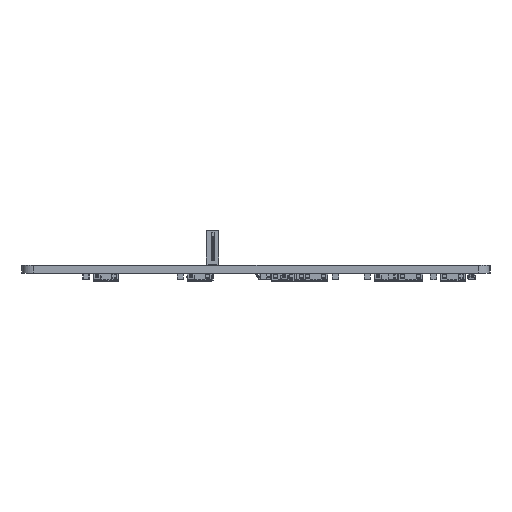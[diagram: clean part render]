
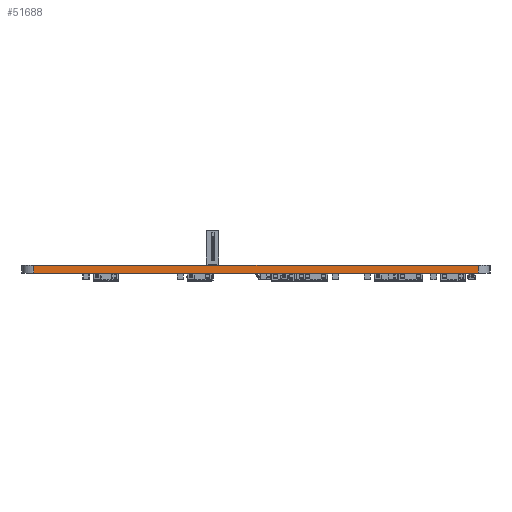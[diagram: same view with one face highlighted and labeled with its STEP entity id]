
A CAD part, left-side view. The second image highlights one B-rep face of the part: STEP entity #51688.
In plain terms, the highlighted planar face has unit normal (-1, 0, 0).
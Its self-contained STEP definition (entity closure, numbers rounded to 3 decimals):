
#21877 = CYLINDRICAL_SURFACE('',#21878,2.381);
#21878 = AXIS2_PLACEMENT_3D('',#21879,#21880,#21881);
#21879 = CARTESIAN_POINT('',(48.419,-116.681,0.));
#21880 = DIRECTION('',(0.,0.,-1.));
#21881 = DIRECTION('',(1.,0.,0.));
#21905 = PLANE('',#21906);
#21906 = AXIS2_PLACEMENT_3D('',#21907,#21908,#21909);
#21907 = CARTESIAN_POINT('',(200.025,-71.438,1.6));
#21908 = DIRECTION('',(0.,0.,1.));
#21909 = DIRECTION('',(1.,0.,0.));
#21959 = PLANE('',#21960);
#21960 = AXIS2_PLACEMENT_3D('',#21961,#21962,#21963);
#21961 = CARTESIAN_POINT('',(200.025,-71.438,0.));
#21962 = DIRECTION('',(0.,0.,1.));
#21963 = DIRECTION('',(1.,0.,0.));
#21974 = EDGE_CURVE('',#21975,#21977,#21979,.T.);
#21975 = VERTEX_POINT('',#21976);
#21976 = CARTESIAN_POINT('',(46.038,-116.681,0.));
#21977 = VERTEX_POINT('',#21978);
#21978 = CARTESIAN_POINT('',(46.038,-116.681,1.6));
#21979 = SURFACE_CURVE('',#21980,(#21984,#21991),.PCURVE_S1.);
#21980 = LINE('',#21981,#21982);
#21981 = CARTESIAN_POINT('',(46.038,-116.681,0.));
#21982 = VECTOR('',#21983,1.);
#21983 = DIRECTION('',(0.,0.,1.));
#21984 = PCURVE('',#21877,#21985);
#21985 = DEFINITIONAL_REPRESENTATION('',(#21986),#21990);
#21986 = LINE('',#21987,#21988);
#21987 = CARTESIAN_POINT('',(-3.142,0.));
#21988 = VECTOR('',#21989,1.);
#21989 = DIRECTION('',(0.,-1.));
#21990 = ( GEOMETRIC_REPRESENTATION_CONTEXT(2) 
PARAMETRIC_REPRESENTATION_CONTEXT() REPRESENTATION_CONTEXT('2D SPACE',''
  ) );
#21991 = PCURVE('',#21992,#21997);
#21992 = PLANE('',#21993);
#21993 = AXIS2_PLACEMENT_3D('',#21994,#21995,#21996);
#21994 = CARTESIAN_POINT('',(46.038,-26.194,0.));
#21995 = DIRECTION('',(1.,0.,0.));
#21996 = DIRECTION('',(0.,-1.,0.));
#21997 = DEFINITIONAL_REPRESENTATION('',(#21998),#22002);
#21998 = LINE('',#21999,#22000);
#21999 = CARTESIAN_POINT('',(90.488,0.));
#22000 = VECTOR('',#22001,1.);
#22001 = DIRECTION('',(0.,-1.));
#22002 = ( GEOMETRIC_REPRESENTATION_CONTEXT(2) 
PARAMETRIC_REPRESENTATION_CONTEXT() REPRESENTATION_CONTEXT('2D SPACE',''
  ) );
#22296 = VERTEX_POINT('',#22297);
#22297 = CARTESIAN_POINT('',(46.038,-26.194,0.));
#22312 = CYLINDRICAL_SURFACE('',#22313,2.381);
#22313 = AXIS2_PLACEMENT_3D('',#22314,#22315,#22316);
#22314 = CARTESIAN_POINT('',(48.419,-26.194,0.));
#22315 = DIRECTION('',(0.,0.,-1.));
#22316 = DIRECTION('',(1.,0.,0.));
#22324 = EDGE_CURVE('',#22296,#21975,#22325,.T.);
#22325 = SURFACE_CURVE('',#22326,(#22330,#22337),.PCURVE_S1.);
#22326 = LINE('',#22327,#22328);
#22327 = CARTESIAN_POINT('',(46.038,-26.194,0.));
#22328 = VECTOR('',#22329,1.);
#22329 = DIRECTION('',(0.,-1.,0.));
#22330 = PCURVE('',#21959,#22331);
#22331 = DEFINITIONAL_REPRESENTATION('',(#22332),#22336);
#22332 = LINE('',#22333,#22334);
#22333 = CARTESIAN_POINT('',(-153.988,45.244));
#22334 = VECTOR('',#22335,1.);
#22335 = DIRECTION('',(0.,-1.));
#22336 = ( GEOMETRIC_REPRESENTATION_CONTEXT(2) 
PARAMETRIC_REPRESENTATION_CONTEXT() REPRESENTATION_CONTEXT('2D SPACE',''
  ) );
#22337 = PCURVE('',#21992,#22338);
#22338 = DEFINITIONAL_REPRESENTATION('',(#22339),#22343);
#22339 = LINE('',#22340,#22341);
#22340 = CARTESIAN_POINT('',(0.,0.));
#22341 = VECTOR('',#22342,1.);
#22342 = DIRECTION('',(1.,0.));
#22343 = ( GEOMETRIC_REPRESENTATION_CONTEXT(2) 
PARAMETRIC_REPRESENTATION_CONTEXT() REPRESENTATION_CONTEXT('2D SPACE',''
  ) );
#38348 = VERTEX_POINT('',#38349);
#38349 = CARTESIAN_POINT('',(46.038,-26.194,1.6));
#38371 = EDGE_CURVE('',#38348,#21977,#38372,.T.);
#38372 = SURFACE_CURVE('',#38373,(#38377,#38384),.PCURVE_S1.);
#38373 = LINE('',#38374,#38375);
#38374 = CARTESIAN_POINT('',(46.038,-26.194,1.6));
#38375 = VECTOR('',#38376,1.);
#38376 = DIRECTION('',(0.,-1.,0.));
#38377 = PCURVE('',#21905,#38378);
#38378 = DEFINITIONAL_REPRESENTATION('',(#38379),#38383);
#38379 = LINE('',#38380,#38381);
#38380 = CARTESIAN_POINT('',(-153.988,45.244));
#38381 = VECTOR('',#38382,1.);
#38382 = DIRECTION('',(0.,-1.));
#38383 = ( GEOMETRIC_REPRESENTATION_CONTEXT(2) 
PARAMETRIC_REPRESENTATION_CONTEXT() REPRESENTATION_CONTEXT('2D SPACE',''
  ) );
#38384 = PCURVE('',#21992,#38385);
#38385 = DEFINITIONAL_REPRESENTATION('',(#38386),#38390);
#38386 = LINE('',#38387,#38388);
#38387 = CARTESIAN_POINT('',(0.,-1.6));
#38388 = VECTOR('',#38389,1.);
#38389 = DIRECTION('',(1.,0.));
#38390 = ( GEOMETRIC_REPRESENTATION_CONTEXT(2) 
PARAMETRIC_REPRESENTATION_CONTEXT() REPRESENTATION_CONTEXT('2D SPACE',''
  ) );
#51688 = ADVANCED_FACE('',(#51689),#21992,.F.);
#51689 = FACE_BOUND('',#51690,.F.);
#51690 = EDGE_LOOP('',(#51691,#51712,#51713,#51714));
#51691 = ORIENTED_EDGE('',*,*,#51692,.T.);
#51692 = EDGE_CURVE('',#22296,#38348,#51693,.T.);
#51693 = SURFACE_CURVE('',#51694,(#51698,#51705),.PCURVE_S1.);
#51694 = LINE('',#51695,#51696);
#51695 = CARTESIAN_POINT('',(46.038,-26.194,0.));
#51696 = VECTOR('',#51697,1.);
#51697 = DIRECTION('',(0.,0.,1.));
#51698 = PCURVE('',#21992,#51699);
#51699 = DEFINITIONAL_REPRESENTATION('',(#51700),#51704);
#51700 = LINE('',#51701,#51702);
#51701 = CARTESIAN_POINT('',(0.,0.));
#51702 = VECTOR('',#51703,1.);
#51703 = DIRECTION('',(0.,-1.));
#51704 = ( GEOMETRIC_REPRESENTATION_CONTEXT(2) 
PARAMETRIC_REPRESENTATION_CONTEXT() REPRESENTATION_CONTEXT('2D SPACE',''
  ) );
#51705 = PCURVE('',#22312,#51706);
#51706 = DEFINITIONAL_REPRESENTATION('',(#51707),#51711);
#51707 = LINE('',#51708,#51709);
#51708 = CARTESIAN_POINT('',(-3.142,0.));
#51709 = VECTOR('',#51710,1.);
#51710 = DIRECTION('',(0.,-1.));
#51711 = ( GEOMETRIC_REPRESENTATION_CONTEXT(2) 
PARAMETRIC_REPRESENTATION_CONTEXT() REPRESENTATION_CONTEXT('2D SPACE',''
  ) );
#51712 = ORIENTED_EDGE('',*,*,#38371,.T.);
#51713 = ORIENTED_EDGE('',*,*,#21974,.F.);
#51714 = ORIENTED_EDGE('',*,*,#22324,.F.);
